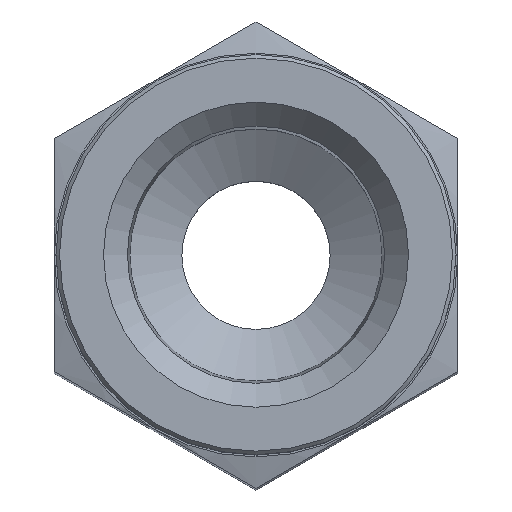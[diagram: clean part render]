
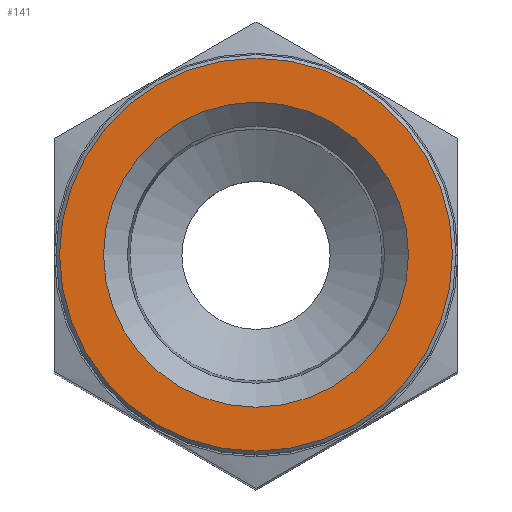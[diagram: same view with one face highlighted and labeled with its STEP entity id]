
A CAD part, top view. The second image highlights one B-rep face of the part: STEP entity #141.
In plain terms, the highlighted planar face has unit normal (0, 0, 1).
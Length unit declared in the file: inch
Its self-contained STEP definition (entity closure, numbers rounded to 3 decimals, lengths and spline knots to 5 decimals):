
#79=CARTESIAN_POINT('',(0.5475,0.,3.6));
#80=VERTEX_POINT('',#79);
#81=CARTESIAN_POINT('',(0.0,0.0,3.6));
#82=DIRECTION('',(0.0,0.0,-1.0));
#83=DIRECTION('',(-1.0,0.0,0.0));
#84=AXIS2_PLACEMENT_3D('',#81,#82,#83);
#85=CIRCLE('',#84,0.5475);
#86=EDGE_CURVE('',#80,#80,#85,.T.);
#122=CARTESIAN_POINT('',(0.0,0.0,3.6));
#123=DIRECTION('',(0.0,0.0,-1.0));
#124=DIRECTION('',(-1.0,0.0,0.0));
#125=AXIS2_PLACEMENT_3D('',#122,#123,#124);
#126=PLANE('',#125);
#127=ORIENTED_EDGE('',*,*,#86,.F.);
#128=EDGE_LOOP('',(#127));
#129=FACE_OUTER_BOUND('',#128,.T.);
#130=CARTESIAN_POINT('',(0.425,0.0,3.6));
#131=VERTEX_POINT('',#130);
#132=CARTESIAN_POINT('',(0.0,0.0,3.6));
#133=DIRECTION('',(0.0,0.0,-1.0));
#134=DIRECTION('',(1.0,0.0,0.0));
#135=AXIS2_PLACEMENT_3D('',#132,#133,#134);
#136=CIRCLE('',#135,0.425);
#137=EDGE_CURVE('',#131,#131,#136,.T.);
#138=ORIENTED_EDGE('',*,*,#137,.T.);
#139=EDGE_LOOP('',(#138));
#140=FACE_BOUND('',#139,.T.);
#141=ADVANCED_FACE('',(#129,#140),#126,.F.);
